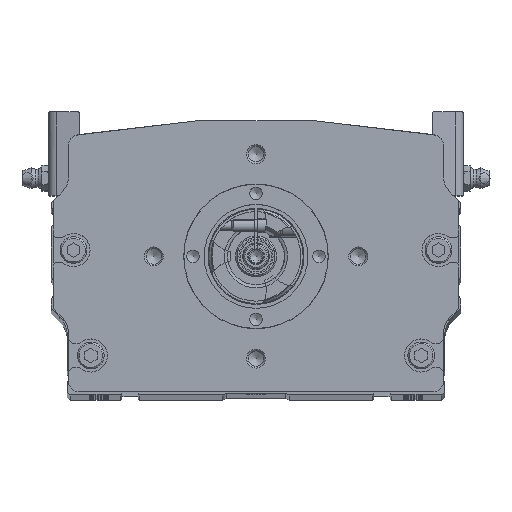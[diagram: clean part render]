
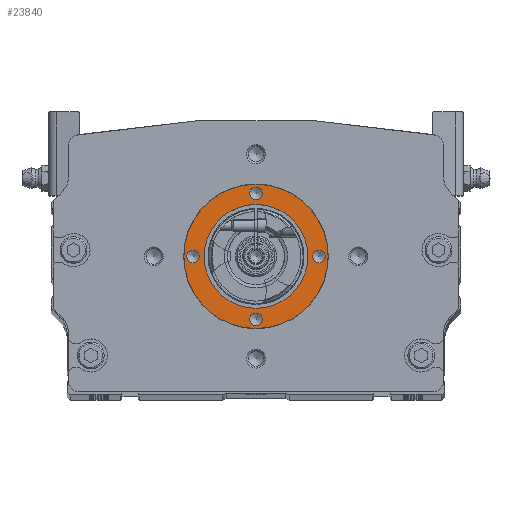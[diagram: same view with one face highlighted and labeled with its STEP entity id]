
A CAD part, top view. The second image highlights one B-rep face of the part: STEP entity #23840.
In plain terms, the highlighted planar face has unit normal (0, 0, 1).
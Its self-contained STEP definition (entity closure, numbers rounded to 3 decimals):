
#1067=CIRCLE('',#25427,16.5);
#1068=CIRCLE('',#25429,22.929);
#1069=CIRCLE('',#25430,2.);
#1070=CIRCLE('',#25431,2.);
#1071=CIRCLE('',#25432,2.);
#1072=CIRCLE('',#25433,2.);
#4031=ORIENTED_EDGE('',*,*,#8837,.F.);
#4032=ORIENTED_EDGE('',*,*,#8838,.F.);
#4033=ORIENTED_EDGE('',*,*,#8839,.T.);
#4034=ORIENTED_EDGE('',*,*,#8840,.T.);
#4035=ORIENTED_EDGE('',*,*,#8841,.T.);
#4036=ORIENTED_EDGE('',*,*,#8836,.T.);
#8836=EDGE_CURVE('',#11356,#11356,#1067,.T.);
#8837=EDGE_CURVE('',#11357,#11357,#1068,.T.);
#8838=EDGE_CURVE('',#11358,#11358,#1069,.F.);
#8839=EDGE_CURVE('',#11359,#11359,#1070,.T.);
#8840=EDGE_CURVE('',#11360,#11360,#1071,.T.);
#8841=EDGE_CURVE('',#11361,#11361,#1072,.T.);
#11356=VERTEX_POINT('',#35735);
#11357=VERTEX_POINT('',#35738);
#11358=VERTEX_POINT('',#35740);
#11359=VERTEX_POINT('',#35742);
#11360=VERTEX_POINT('',#35744);
#11361=VERTEX_POINT('',#35746);
#15767=EDGE_LOOP('',(#4031));
#15768=EDGE_LOOP('',(#4032));
#15769=EDGE_LOOP('',(#4033));
#15770=EDGE_LOOP('',(#4034));
#15771=EDGE_LOOP('',(#4035));
#15772=EDGE_LOOP('',(#4036));
#17298=FACE_BOUND('',#15767,.T.);
#17299=FACE_BOUND('',#15768,.T.);
#17300=FACE_BOUND('',#15769,.T.);
#17301=FACE_BOUND('',#15770,.T.);
#17302=FACE_BOUND('',#15771,.T.);
#17303=FACE_BOUND('',#15772,.T.);
#18688=PLANE('',#25428);
#23840=ADVANCED_FACE('',(#17298,#17299,#17300,#17301,#17302,#17303),#18688,
 .F.);
#25427=AXIS2_PLACEMENT_3D('',#35734,#29196,#29197);
#25428=AXIS2_PLACEMENT_3D('',#35736,#29198,#29199);
#25429=AXIS2_PLACEMENT_3D('',#35737,#29200,#29201);
#25430=AXIS2_PLACEMENT_3D('',#35739,#29202,#29203);
#25431=AXIS2_PLACEMENT_3D('',#35741,#29204,#29205);
#25432=AXIS2_PLACEMENT_3D('',#35743,#29206,#29207);
#25433=AXIS2_PLACEMENT_3D('',#35745,#29208,#29209);
#29196=DIRECTION('',(0.,0.,-1.));
#29197=DIRECTION('',(-1.,0.,0.));
#29198=DIRECTION('',(0.,0.,-1.));
#29199=DIRECTION('',(-1.,0.,0.));
#29200=DIRECTION('',(0.,0.,-1.));
#29201=DIRECTION('',(-1.,0.,0.));
#29202=DIRECTION('',(0.,0.,-1.));
#29203=DIRECTION('',(-1.,0.,0.));
#29204=DIRECTION('',(0.,0.,-1.));
#29205=DIRECTION('',(-1.,0.,0.));
#29206=DIRECTION('',(0.,0.,-1.));
#29207=DIRECTION('',(-1.,0.,0.));
#29208=DIRECTION('',(0.,0.,-1.));
#29209=DIRECTION('',(-1.,0.,0.));
#35734=CARTESIAN_POINT('',(0.,44.,34.));
#35735=CARTESIAN_POINT('',(-16.5,44.,34.));
#35736=CARTESIAN_POINT('',(0.,60.5,34.));
#35737=CARTESIAN_POINT('',(0.,44.,34.));
#35738=CARTESIAN_POINT('',(-22.929,44.,34.));
#35739=CARTESIAN_POINT('',(0.,64.,34.));
#35740=CARTESIAN_POINT('',(-2.,64.,34.));
#35741=CARTESIAN_POINT('',(20.,44.,34.));
#35742=CARTESIAN_POINT('',(18.,44.,34.));
#35743=CARTESIAN_POINT('',(0.,24.,34.));
#35744=CARTESIAN_POINT('',(-2.,24.,34.));
#35745=CARTESIAN_POINT('',(-20.,44.,34.));
#35746=CARTESIAN_POINT('',(-22.,44.,34.));
